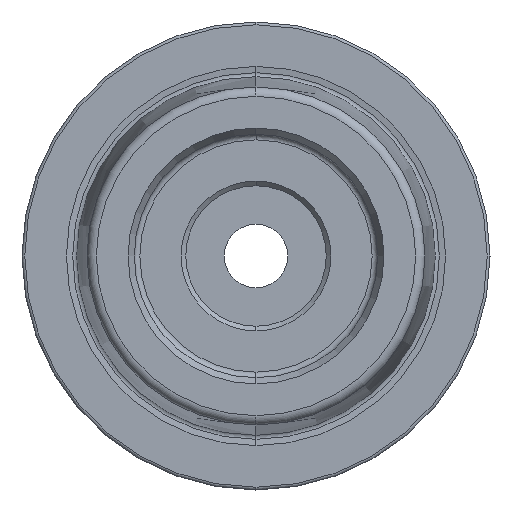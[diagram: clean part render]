
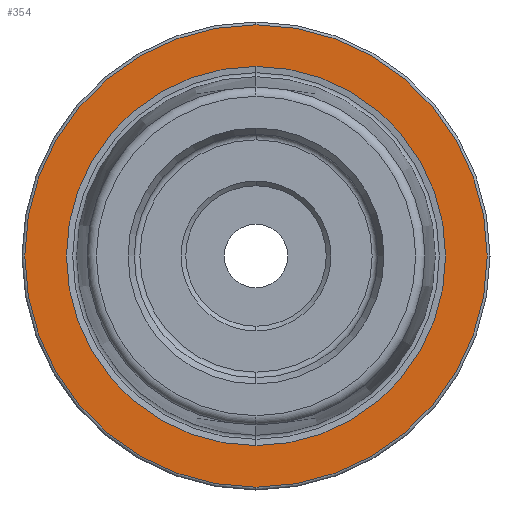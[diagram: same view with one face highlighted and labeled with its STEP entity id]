
A CAD part, left-side view. The second image highlights one B-rep face of the part: STEP entity #354.
In plain terms, the highlighted planar face has unit normal (-1, 0, 0).
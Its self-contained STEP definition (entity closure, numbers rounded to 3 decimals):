
#20 = CIRCLE ( 'NONE', #2708, 24.7 ) ;
#91 = FACE_BOUND ( 'NONE', #1851, .T. ) ;
#260 = VERTEX_POINT ( 'NONE', #3496 ) ;
#354 = ADVANCED_FACE ( 'NONE', ( #91, #3956 ), #1675, .F. ) ;
#468 = DIRECTION ( 'NONE',  ( -1., 0., 0. ) ) ;
#690 = CARTESIAN_POINT ( 'NONE',  ( 0., 0., 0. ) ) ;
#950 = ORIENTED_EDGE ( 'NONE', *, *, #1373, .T. ) ;
#1134 = VERTEX_POINT ( 'NONE', #3036 ) ;
#1324 = CARTESIAN_POINT ( 'NONE',  ( 0., 0., 0. ) ) ;
#1373 = EDGE_CURVE ( 'NONE', #2060, #3510, #1806, .T. ) ;
#1406 = CARTESIAN_POINT ( 'NONE',  ( 0., 0., 0. ) ) ;
#1419 = ORIENTED_EDGE ( 'NONE', *, *, #2022, .F. ) ;
#1619 = DIRECTION ( 'NONE',  ( 0., 0., 1. ) ) ;
#1652 = DIRECTION ( 'NONE',  ( 0., 0., -1. ) ) ;
#1675 = PLANE ( 'NONE',  #2838 ) ;
#1806 = CIRCLE ( 'NONE', #3185, 24.7 ) ;
#1841 = CIRCLE ( 'NONE', #3586, 20.258 ) ;
#1851 = EDGE_LOOP ( 'NONE', ( #1419, #2488 ) ) ;
#1854 = EDGE_LOOP ( 'NONE', ( #950, #3743 ) ) ;
#1943 = DIRECTION ( 'NONE',  ( -1., 0., 0. ) ) ;
#1955 = DIRECTION ( 'NONE',  ( 1., 0., 0. ) ) ;
#2022 = EDGE_CURVE ( 'NONE', #1134, #260, #4112, .T. ) ;
#2060 = VERTEX_POINT ( 'NONE', #3341 ) ;
#2255 = DIRECTION ( 'NONE',  ( -1., 0., 0. ) ) ;
#2488 = ORIENTED_EDGE ( 'NONE', *, *, #3014, .F. ) ;
#2708 = AXIS2_PLACEMENT_3D ( 'NONE', #3161, #2255, #1619 ) ;
#2838 = AXIS2_PLACEMENT_3D ( 'NONE', #3918, #1955, #1652 ) ;
#2853 = EDGE_CURVE ( 'NONE', #3510, #2060, #20, .T. ) ;
#3004 = DIRECTION ( 'NONE',  ( 0., 0., 1. ) ) ;
#3014 = EDGE_CURVE ( 'NONE', #260, #1134, #1841, .T. ) ;
#3036 = CARTESIAN_POINT ( 'NONE',  ( 0., 0., 20.258 ) ) ;
#3161 = CARTESIAN_POINT ( 'NONE',  ( 0., 0., 0. ) ) ;
#3185 = AXIS2_PLACEMENT_3D ( 'NONE', #690, #3233, #3572 ) ;
#3233 = DIRECTION ( 'NONE',  ( -1., 0., 0. ) ) ;
#3295 = AXIS2_PLACEMENT_3D ( 'NONE', #1406, #468, #3004 ) ;
#3341 = CARTESIAN_POINT ( 'NONE',  ( 0., 0., 24.7 ) ) ;
#3496 = CARTESIAN_POINT ( 'NONE',  ( 0., 0., -20.258 ) ) ;
#3510 = VERTEX_POINT ( 'NONE', #3991 ) ;
#3572 = DIRECTION ( 'NONE',  ( 0., 0., 1. ) ) ;
#3586 = AXIS2_PLACEMENT_3D ( 'NONE', #1324, #1943, #3872 ) ;
#3743 = ORIENTED_EDGE ( 'NONE', *, *, #2853, .T. ) ;
#3872 = DIRECTION ( 'NONE',  ( 0., 0., 1. ) ) ;
#3918 = CARTESIAN_POINT ( 'NONE',  ( 0., 24.7, 0. ) ) ;
#3956 = FACE_OUTER_BOUND ( 'NONE', #1854, .T. ) ;
#3991 = CARTESIAN_POINT ( 'NONE',  ( 0., 0., -24.7 ) ) ;
#4112 = CIRCLE ( 'NONE', #3295, 20.258 ) ;
